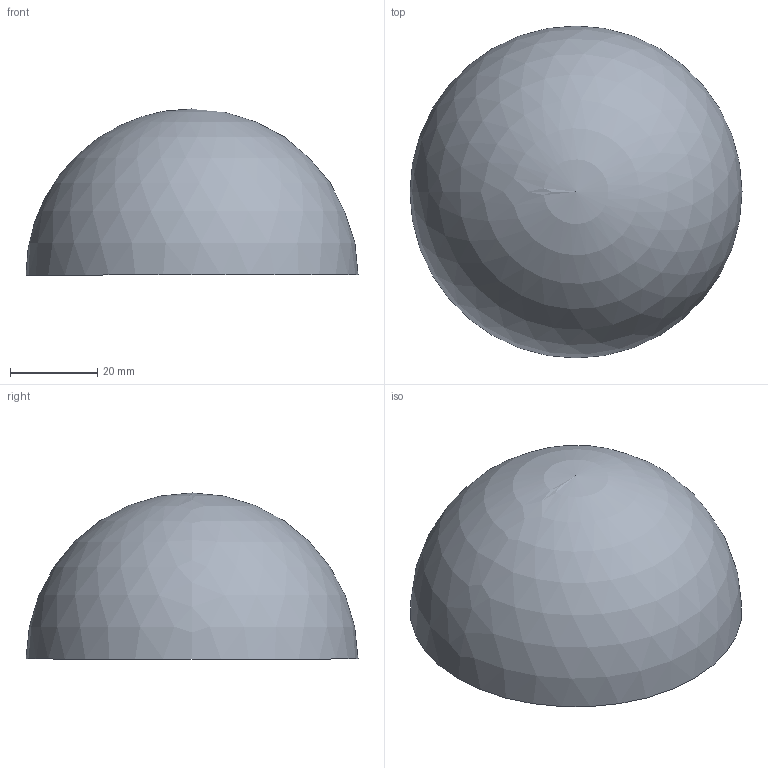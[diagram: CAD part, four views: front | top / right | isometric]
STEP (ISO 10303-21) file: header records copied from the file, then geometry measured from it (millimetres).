
FILE_DESCRIPTION (( 'STEP AP203' ), '1' );
FILE_NAME ('620076.STEP', '2020-07-16T08:46:37', ( '' ), ( '' ), 'SwSTEP 2.0', 'SolidWorks 2018', '' );
FILE_SCHEMA (( 'CONFIG_CONTROL_DESIGN' ));
Length unit declared in the file: millimetre
Products named in the file (1): 620076
Bounding box: 76 x 76 x 38 mm (x, y, z)
Volume: 17207.5 mm3; surface area: 17684.7 mm2
Topology: 1 solids, 1 shells, 186 faces, 494 edges, 330 vertices
Faces by surface type: bspline 90, plane 73, sphere 23
Entity records: 9676 total; most frequent: CARTESIAN_POINT 5460, ORIENTED_EDGE 980, DIRECTION 652, EDGE_CURVE 490, VERTEX_POINT 328, AXIS2_PLACEMENT_3D 245, EDGE_LOOP 208, ADVANCED_FACE 186
